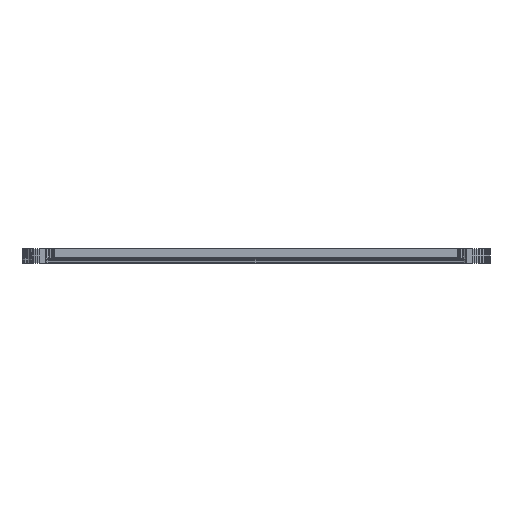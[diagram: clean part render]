
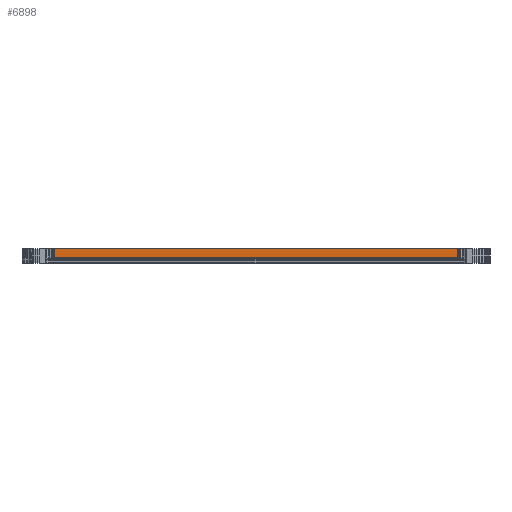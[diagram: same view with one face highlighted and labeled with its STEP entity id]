
A CAD part, front view. The second image highlights one B-rep face of the part: STEP entity #6898.
In plain terms, the highlighted planar face has unit normal (0, -1, 0).
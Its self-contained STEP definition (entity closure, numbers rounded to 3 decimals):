
#829 = VERTEX_POINT('',#830);
#830 = CARTESIAN_POINT('',(23.3,-18.477,
    1.855));
#836 = EDGE_CURVE('',#829,#837,#839,.T.);
#837 = VERTEX_POINT('',#838);
#838 = CARTESIAN_POINT('',(23.3,-18.477,
    0.8));
#839 = LINE('',#840,#841);
#840 = CARTESIAN_POINT('',(23.3,-18.477,
    1.855));
#841 = VECTOR('',#842,1.);
#842 = DIRECTION('',(0.,0.,-1.));
#6898 = ADVANCED_FACE('',(#6899),#6924,.T.);
#6899 = FACE_BOUND('',#6900,.T.);
#6900 = EDGE_LOOP('',(#6901,#6902,#6910,#6918));
#6901 = ORIENTED_EDGE('',*,*,#836,.F.);
#6902 = ORIENTED_EDGE('',*,*,#6903,.T.);
#6903 = EDGE_CURVE('',#829,#6904,#6906,.T.);
#6904 = VERTEX_POINT('',#6905);
#6905 = CARTESIAN_POINT('',(-23.3,-18.477,
    1.855));
#6906 = LINE('',#6907,#6908);
#6907 = CARTESIAN_POINT('',(23.3,-18.477,
    1.855));
#6908 = VECTOR('',#6909,1.);
#6909 = DIRECTION('',(-1.,0.,0.));
#6910 = ORIENTED_EDGE('',*,*,#6911,.F.);
#6911 = EDGE_CURVE('',#6912,#6904,#6914,.T.);
#6912 = VERTEX_POINT('',#6913);
#6913 = CARTESIAN_POINT('',(-23.3,-18.477,
    0.8));
#6914 = LINE('',#6915,#6916);
#6915 = CARTESIAN_POINT('',(-23.3,-18.477,
    0.8));
#6916 = VECTOR('',#6917,1.);
#6917 = DIRECTION('',(0.,0.,1.));
#6918 = ORIENTED_EDGE('',*,*,#6919,.T.);
#6919 = EDGE_CURVE('',#6912,#837,#6920,.T.);
#6920 = LINE('',#6921,#6922);
#6921 = CARTESIAN_POINT('',(-23.3,-18.477,
    0.8));
#6922 = VECTOR('',#6923,1.);
#6923 = DIRECTION('',(1.,0.,0.));
#6924 = PLANE('',#6925);
#6925 = AXIS2_PLACEMENT_3D('',#6926,#6927,#6928);
#6926 = CARTESIAN_POINT('',(0.,-18.477,1.327));
#6927 = DIRECTION('',(-0.,-1.,-0.));
#6928 = DIRECTION('',(0.,0.,-1.));
